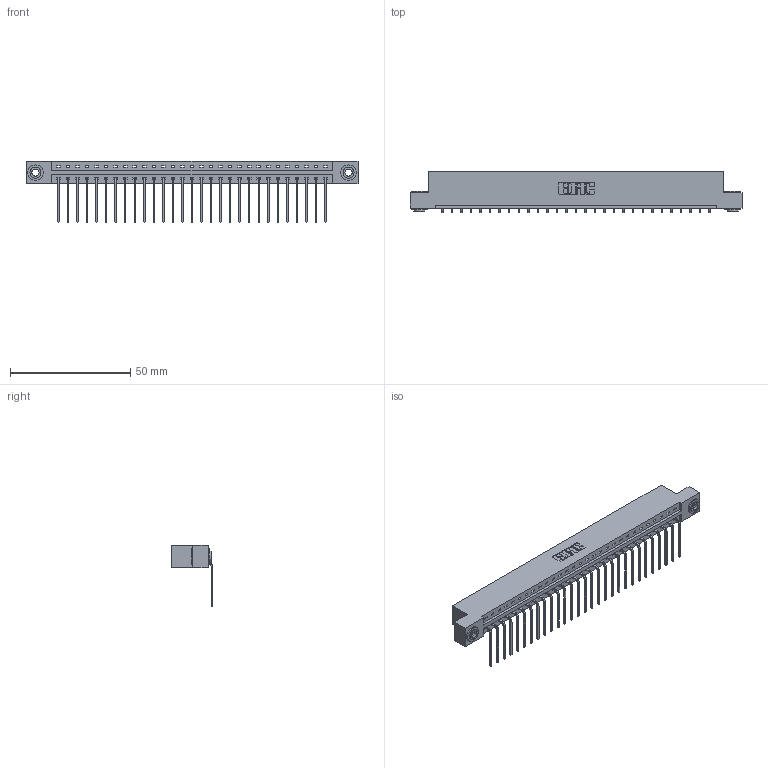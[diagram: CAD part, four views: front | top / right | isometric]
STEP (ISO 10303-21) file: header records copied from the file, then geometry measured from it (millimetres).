
FILE_DESCRIPTION (( 'STEP AP203' ), '1' );
FILE_NAME ('387-029-559-103.STEP', '2019-10-03T17:34:44', ( '' ), ( '' ), 'SwSTEP 2.0', 'SolidWorks 2016', '' );
FILE_SCHEMA (( 'CONFIG_CONTROL_DESIGN' ));
Length unit declared in the file: inch
Products named in the file (4): 387-029-559-103; 345-250-002_345-250-002-102; 345-292-001_558 559 Tail - 1; 337 Part_Flush Mounting Lugs - 0.156 Dia-TH
Assembly tree (32 placements, depth 2):
  387-029-559-103
    337 Part_Flush Mounting Lugs - 0.156 Dia-TH
    345-292-001_558 559 Tail - 1  x29
    345-250-002_345-250-002-102  x2
Bounding box: 137.92 x 17.09 x 25.53 mm (x, y, z)
Volume: 14288 mm3; surface area: 15518.7 mm2
Topology: 32 solids, 32 shells, 2008 faces, 6013 edges, 3966 vertices
Faces by surface type: plane 1472, cylinder 528, cone 8
Entity records: 23972 total; most frequent: CARTESIAN_POINT 4152, ORIENTED_EDGE 4110, DIRECTION 3555, EDGE_CURVE 2055, VECTOR 1903, LINE 1903, VERTEX_POINT 1366, AXIS2_PLACEMENT_3D 826
